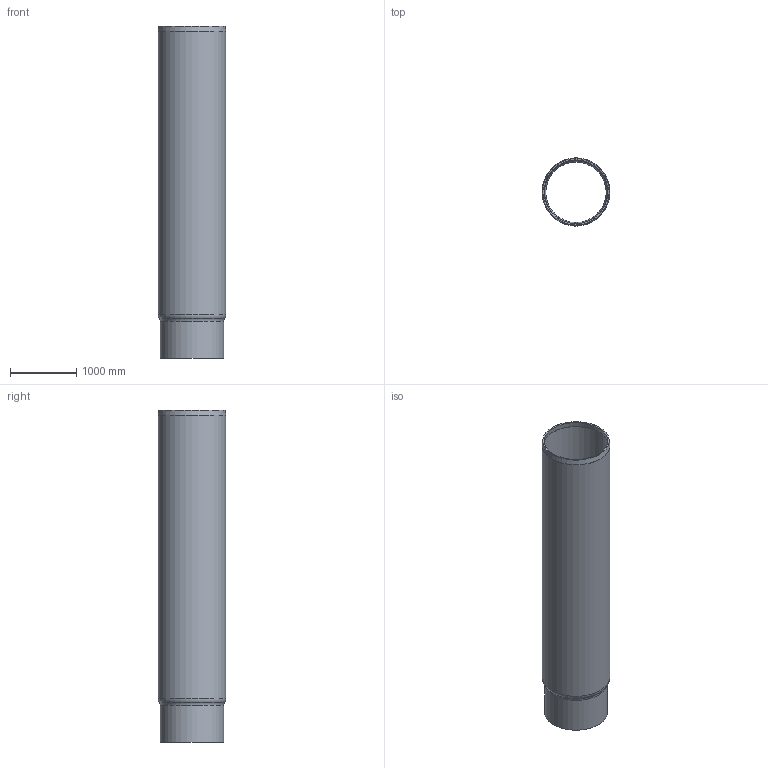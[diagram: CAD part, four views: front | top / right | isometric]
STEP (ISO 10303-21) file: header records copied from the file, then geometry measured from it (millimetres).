
FILE_DESCRIPTION(/* description */ (''),/* implementation_level */ '2;1');
FILE_NAME(/* name */ '17202.100A_3D.stp',/* time_stamp */ '2024-12-12T07:39:35+01:00',/* author */ ('CAD'),/* organization */ (''),/* preprocessor_version */ 'ST-DEVELOPER v20',/* originating_system */ 'AutoCAD Mechanical',/* authorisation */ '');
FILE_SCHEMA (('AUTOMOTIVE_DESIGN { 1 0 10303 214 3 1 1 }'));
Length unit declared in the file: centimetre
Products named in the file (2): Product; *S0
Assembly tree (1 placements, depth 2):
  Product
    *S0
Bounding box: 1020 x 1020 x 5000 mm (x, y, z)
Volume: 311914499.4 mm3; surface area: 31311562.5 mm2
Topology: 1 solids, 1 shells, 16 faces, 32 edges, 18 vertices
Faces by surface type: torus 6, cone 5, cylinder 4, plane 1
Full cylindrical faces by diameter (mm): 910 x1, 950 x1, 980 x1, 1020 x1
Entity records: 478 total; most frequent: DIRECTION 92, CARTESIAN_POINT 69, ORIENTED_EDGE 62, AXIS2_PLACEMENT_3D 41, EDGE_CURVE 31, CIRCLE 22, EDGE_LOOP 17, FACE_OUTER_BOUND 16
